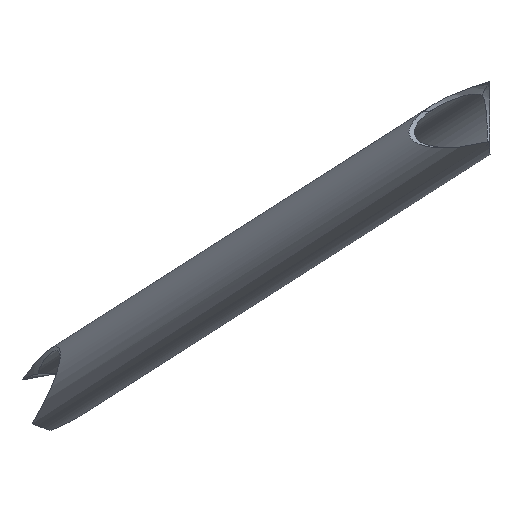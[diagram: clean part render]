
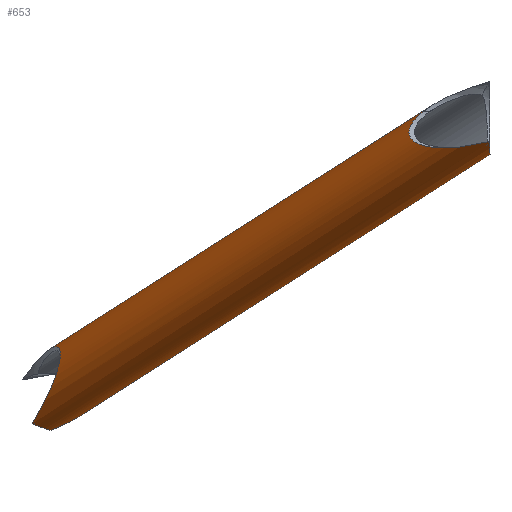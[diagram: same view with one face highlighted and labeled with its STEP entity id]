
A CAD part, top view. The second image highlights one B-rep face of the part: STEP entity #653.
In plain terms, the highlighted cylindrical face has radius 14 mm (diameter 28 mm), a partial arc.
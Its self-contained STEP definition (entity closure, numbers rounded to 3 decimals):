
#70=CARTESIAN_POINT('Vertex',(-2105.,292.708,115.551)) ;
#76=CARTESIAN_POINT('Control Point',(-2105.,292.708,115.551)) ;
#77=CARTESIAN_POINT('Control Point',(-2105.,292.559,115.333)) ;
#78=CARTESIAN_POINT('Control Point',(-2105.,292.412,115.115)) ;
#79=CARTESIAN_POINT('Control Point',(-2105.,292.297,114.939)) ;
#80=CARTESIAN_POINT('Control Point',(-2105.,292.099,114.632)) ;
#81=CARTESIAN_POINT('Control Point',(-2105.,291.905,114.323)) ;
#82=CARTESIAN_POINT('Control Point',(-2105.,291.794,114.145)) ;
#83=CARTESIAN_POINT('Control Point',(-2105.,291.43,113.542)) ;
#84=CARTESIAN_POINT('Control Point',(-2105.,291.083,112.928)) ;
#85=CARTESIAN_POINT('Control Point',(-2105.,290.873,112.541)) ;
#86=CARTESIAN_POINT('Control Point',(-2105.,289.606,110.101)) ;
#87=CARTESIAN_POINT('Control Point',(-2105.,288.616,107.524)) ;
#88=CARTESIAN_POINT('Control Point',(-2105.,288.006,105.288)) ;
#89=CARTESIAN_POINT('Control Point',(-2105.,287.656,102.98)) ;
#90=CARTESIAN_POINT('Control Point',(-2105.,287.656,100.672)) ;
#91=CARTESIAN_POINT('Vertex',(-2105.,287.656,100.672)) ;
#325=CARTESIAN_POINT('Line Origine',(-2187.622,235.126,24.239)) ;
#329=CARTESIAN_POINT('Vertex',(-2262.831,187.309,-45.338)) ;
#361=CARTESIAN_POINT('Vertex',(-2274.66,212.968,-42.382)) ;
#364=CARTESIAN_POINT('Line Origine',(-2202.644,258.755,24.239)) ;
#368=CARTESIAN_POINT('Vertex',(-2127.435,306.572,93.816)) ;
#513=CARTESIAN_POINT('Vertex',(-2130.731,304.246,93.621)) ;
#517=CARTESIAN_POINT('Control Point',(-2105.,292.708,115.551)) ;
#518=CARTESIAN_POINT('Control Point',(-2105.39,292.609,115.407)) ;
#519=CARTESIAN_POINT('Control Point',(-2105.779,292.512,115.261)) ;
#520=CARTESIAN_POINT('Control Point',(-2106.09,292.437,115.143)) ;
#521=CARTESIAN_POINT('Control Point',(-2106.635,292.308,114.936)) ;
#522=CARTESIAN_POINT('Control Point',(-2107.179,292.182,114.726)) ;
#523=CARTESIAN_POINT('Control Point',(-2107.49,292.111,114.606)) ;
#524=CARTESIAN_POINT('Control Point',(-2108.533,291.881,114.197)) ;
#525=CARTESIAN_POINT('Control Point',(-2109.575,291.667,113.777)) ;
#526=CARTESIAN_POINT('Control Point',(-2110.227,291.539,113.51)) ;
#527=CARTESIAN_POINT('Control Point',(-2113.259,290.978,112.246)) ;
#528=CARTESIAN_POINT('Control Point',(-2116.277,290.564,110.888)) ;
#529=CARTESIAN_POINT('Control Point',(-2118.611,290.339,109.773)) ;
#530=CARTESIAN_POINT('Control Point',(-2122.618,290.138,107.731)) ;
#531=CARTESIAN_POINT('Control Point',(-2126.497,290.363,105.466)) ;
#532=CARTESIAN_POINT('Control Point',(-2128.069,290.543,104.487)) ;
#533=CARTESIAN_POINT('Control Point',(-2130.662,291.024,102.746)) ;
#534=CARTESIAN_POINT('Control Point',(-2132.993,291.952,100.84)) ;
#535=CARTESIAN_POINT('Control Point',(-2133.88,292.417,100.037)) ;
#536=CARTESIAN_POINT('Control Point',(-2134.978,293.232,98.88)) ;
#537=CARTESIAN_POINT('Control Point',(-2135.721,294.335,97.717)) ;
#538=CARTESIAN_POINT('Control Point',(-2135.896,294.669,97.392)) ;
#539=CARTESIAN_POINT('Control Point',(-2136.164,295.384,96.756)) ;
#540=CARTESIAN_POINT('Control Point',(-2136.249,296.178,96.163)) ;
#541=CARTESIAN_POINT('Control Point',(-2136.242,296.589,95.885)) ;
#542=CARTESIAN_POINT('Control Point',(-2136.108,297.584,95.274)) ;
#543=CARTESIAN_POINT('Control Point',(-2135.725,298.591,94.79)) ;
#544=CARTESIAN_POINT('Control Point',(-2135.433,299.163,94.556)) ;
#545=CARTESIAN_POINT('Control Point',(-2134.514,300.647,94.036)) ;
#546=CARTESIAN_POINT('Control Point',(-2133.306,301.998,93.765)) ;
#547=CARTESIAN_POINT('Control Point',(-2132.486,302.792,93.666)) ;
#548=CARTESIAN_POINT('Control Point',(-2131.624,303.539,93.621)) ;
#549=CARTESIAN_POINT('Control Point',(-2130.731,304.246,93.621)) ;
#570=CARTESIAN_POINT('Control Point',(-2127.435,306.572,93.816)) ;
#571=CARTESIAN_POINT('Control Point',(-2128.567,305.852,93.694)) ;
#572=CARTESIAN_POINT('Control Point',(-2129.674,305.082,93.621)) ;
#573=CARTESIAN_POINT('Control Point',(-2130.731,304.246,93.621)) ;
#584=CARTESIAN_POINT('Axis2P3D Location',(-2195.133,246.941,24.239)) ;
#590=CARTESIAN_POINT('Control Point',(-2273.997,181.737,-47.584)) ;
#591=CARTESIAN_POINT('Control Point',(-2271.138,182.872,-46.808)) ;
#592=CARTESIAN_POINT('Control Point',(-2268.311,184.156,-46.152)) ;
#593=CARTESIAN_POINT('Control Point',(-2265.505,185.609,-45.624)) ;
#594=CARTESIAN_POINT('Control Point',(-2262.831,187.309,-45.338)) ;
#595=CARTESIAN_POINT('Vertex',(-2273.997,181.737,-47.584)) ;
#599=CARTESIAN_POINT('Control Point',(-2281.283,184.274,-43.142)) ;
#600=CARTESIAN_POINT('Control Point',(-2281.028,184.698,-42.645)) ;
#601=CARTESIAN_POINT('Control Point',(-2280.773,185.127,-42.151)) ;
#602=CARTESIAN_POINT('Control Point',(-2280.518,185.56,-41.662)) ;
#603=CARTESIAN_POINT('Control Point',(-2279.331,187.603,-39.394)) ;
#604=CARTESIAN_POINT('Control Point',(-2278.15,189.75,-37.217)) ;
#605=CARTESIAN_POINT('Control Point',(-2277.236,191.488,-35.587)) ;
#606=CARTESIAN_POINT('Control Point',(-2275.678,194.606,-32.913)) ;
#607=CARTESIAN_POINT('Control Point',(-2274.168,197.998,-30.572)) ;
#608=CARTESIAN_POINT('Control Point',(-2273.564,199.433,-29.69)) ;
#609=CARTESIAN_POINT('Control Point',(-2272.63,201.801,-28.429)) ;
#610=CARTESIAN_POINT('Control Point',(-2271.781,204.36,-27.565)) ;
#611=CARTESIAN_POINT('Control Point',(-2271.492,205.306,-27.32)) ;
#612=CARTESIAN_POINT('Control Point',(-2271.094,206.756,-27.087)) ;
#613=CARTESIAN_POINT('Control Point',(-2270.79,208.233,-27.163)) ;
#614=CARTESIAN_POINT('Control Point',(-2270.703,208.717,-27.226)) ;
#615=CARTESIAN_POINT('Control Point',(-2270.577,209.577,-27.425)) ;
#616=CARTESIAN_POINT('Control Point',(-2270.513,210.388,-27.787)) ;
#617=CARTESIAN_POINT('Control Point',(-2270.499,210.733,-27.981)) ;
#618=CARTESIAN_POINT('Control Point',(-2270.502,211.376,-28.43)) ;
#619=CARTESIAN_POINT('Control Point',(-2270.56,211.923,-28.987)) ;
#620=CARTESIAN_POINT('Control Point',(-2270.602,212.168,-29.285)) ;
#621=CARTESIAN_POINT('Control Point',(-2270.752,212.786,-30.172)) ;
#622=CARTESIAN_POINT('Control Point',(-2270.976,213.212,-31.16)) ;
#623=CARTESIAN_POINT('Control Point',(-2271.144,213.419,-31.819)) ;
#624=CARTESIAN_POINT('Control Point',(-2271.72,213.902,-33.934)) ;
#625=CARTESIAN_POINT('Control Point',(-2272.41,213.934,-36.089)) ;
#626=CARTESIAN_POINT('Control Point',(-2272.896,213.841,-37.527)) ;
#627=CARTESIAN_POINT('Control Point',(-2273.546,213.6,-39.373)) ;
#628=CARTESIAN_POINT('Control Point',(-2274.215,213.238,-41.191)) ;
#629=CARTESIAN_POINT('Control Point',(-2274.362,213.153,-41.59)) ;
#630=CARTESIAN_POINT('Control Point',(-2274.511,213.063,-41.987)) ;
#631=CARTESIAN_POINT('Control Point',(-2274.66,212.968,-42.382)) ;
#632=CARTESIAN_POINT('Vertex',(-2281.283,184.274,-43.142)) ;
#636=CARTESIAN_POINT('Control Point',(-2281.283,184.274,-43.142)) ;
#637=CARTESIAN_POINT('Control Point',(-2279.627,183.535,-43.399)) ;
#638=CARTESIAN_POINT('Control Point',(-2277.988,182.871,-43.964)) ;
#639=CARTESIAN_POINT('Control Point',(-2276.43,182.322,-44.882)) ;
#640=CARTESIAN_POINT('Control Point',(-2275.085,181.945,-46.127)) ;
#641=CARTESIAN_POINT('Control Point',(-2273.997,181.737,-47.584)) ;
#326=DIRECTION('Vector Direction',(-0.665,-0.423,-0.615)) ;
#365=DIRECTION('Vector Direction',(-0.665,-0.423,-0.615)) ;
#585=DIRECTION('Axis2P3D Direction',(-0.665,-0.423,-0.615)) ;
#586=DIRECTION('Axis2P3D XDirection',(0.537,-0.844,0.)) ;
#587=AXIS2_PLACEMENT_3D('Cylinder Axis2P3D',#584,#585,#586) ;
#644=ORIENTED_EDGE('',*,*,#597,.T.) ;
#645=ORIENTED_EDGE('',*,*,#331,.F.) ;
#646=ORIENTED_EDGE('',*,*,#93,.F.) ;
#647=ORIENTED_EDGE('',*,*,#550,.T.) ;
#648=ORIENTED_EDGE('',*,*,#574,.F.) ;
#649=ORIENTED_EDGE('',*,*,#370,.T.) ;
#650=ORIENTED_EDGE('',*,*,#634,.F.) ;
#651=ORIENTED_EDGE('',*,*,#642,.T.) ;
#327=VECTOR('Line Direction',#326,1.) ;
#366=VECTOR('Line Direction',#365,1.) ;
#653=ADVANCED_FACE('PartBody',(#652),#588,.T.) ;
#75=B_SPLINE_CURVE_WITH_KNOTS('',5,(#76,#77,#78,#79,#80,#81,#82,#83,#84,#85,#86,#87,#88,#89,#90),.UNSPECIFIED.,.F.,.U.,(6,3,3,3,6),(0.,1.863,3.727,6.844,23.165),.UNSPECIFIED.) ;
#516=B_SPLINE_CURVE_WITH_KNOTS('',5,(#517,#518,#519,#520,#521,#522,#523,#524,#525,#526,#527,#528,#529,#530,#531,#532,#533,#534,#535,#536,#537,#538,#539,#540,#541,#542,#543,#544,#545,#546,#547,#548,#549),.UNSPECIFIED.,.F.,.U.,(6,3,3,3,3,3,3,3,3,3,6),(0.,3.019,6.038,11.106,29.599,42.871,51.824,55.324,58.816,63.593,71.65),.UNSPECIFIED.) ;
#569=B_SPLINE_CURVE_WITH_KNOTS('',3,(#570,#571,#572,#573),.UNSPECIFIED.,.F.,.U.,(4,4),(0.,5.717),.UNSPECIFIED.) ;
#589=B_SPLINE_CURVE_WITH_KNOTS('',4,(#590,#591,#592,#593,#594),.UNSPECIFIED.,.F.,.U.,(5,5),(18.512,36.507),.UNSPECIFIED.) ;
#598=B_SPLINE_CURVE_WITH_KNOTS('',5,(#599,#600,#601,#602,#603,#604,#605,#606,#607,#608,#609,#610,#611,#612,#613,#614,#615,#616,#617,#618,#619,#620,#621,#622,#623,#624,#625,#626,#627,#628,#629,#630,#631),.UNSPECIFIED.,.F.,.U.,(6,3,3,3,3,3,3,3,3,3,6),(14.826,19.789,37.986,50.798,57.971,61.449,64.237,66.963,71.935,82.803,85.867),.UNSPECIFIED.) ;
#635=B_SPLINE_CURVE_WITH_KNOTS('',5,(#636,#637,#638,#639,#640,#641),.UNSPECIFIED.,.F.,.U.,(6,6),(9.318,22.263),.UNSPECIFIED.) ;
#588=CYLINDRICAL_SURFACE('generated cylinder',#587,14.) ;
#93=EDGE_CURVE('',#71,#92,#75,.T.) ;
#331=EDGE_CURVE('',#92,#330,#328,.T.) ;
#370=EDGE_CURVE('',#369,#362,#367,.T.) ;
#550=EDGE_CURVE('',#71,#514,#516,.T.) ;
#574=EDGE_CURVE('',#369,#514,#569,.T.) ;
#597=EDGE_CURVE('',#596,#330,#589,.T.) ;
#634=EDGE_CURVE('',#633,#362,#598,.T.) ;
#642=EDGE_CURVE('',#633,#596,#635,.T.) ;
#643=EDGE_LOOP('',(#644,#645,#646,#647,#648,#649,#650,#651)) ;
#652=FACE_OUTER_BOUND('',#643,.T.) ;
#328=LINE('Line',#325,#327) ;
#367=LINE('Line',#364,#366) ;
#71=VERTEX_POINT('',#70) ;
#92=VERTEX_POINT('',#91) ;
#330=VERTEX_POINT('',#329) ;
#362=VERTEX_POINT('',#361) ;
#369=VERTEX_POINT('',#368) ;
#514=VERTEX_POINT('',#513) ;
#596=VERTEX_POINT('',#595) ;
#633=VERTEX_POINT('',#632) ;
